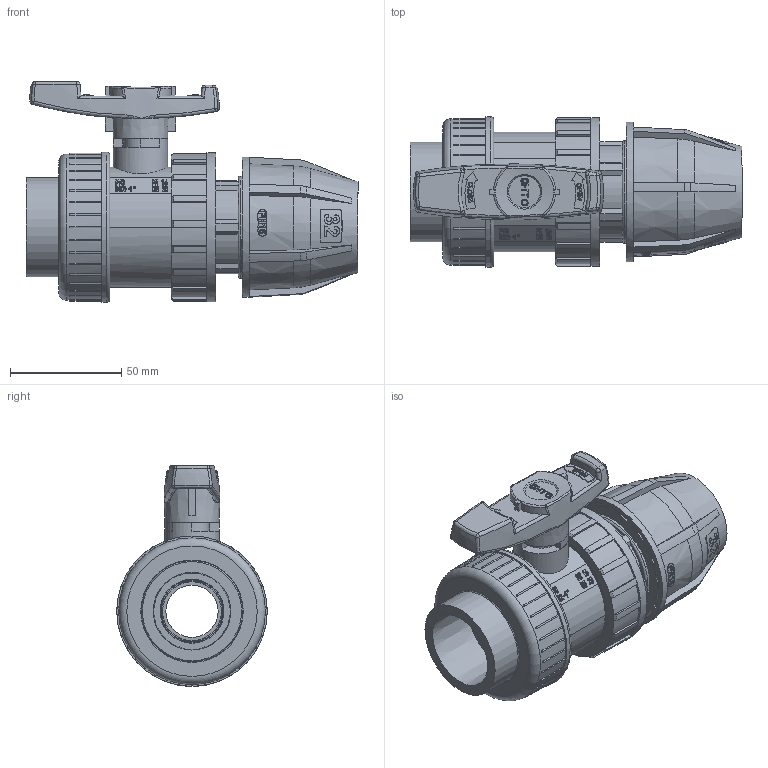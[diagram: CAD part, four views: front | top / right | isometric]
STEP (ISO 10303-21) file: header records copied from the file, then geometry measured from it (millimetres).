
FILE_DESCRIPTION(/* description */ (''),/* implementation_level */ '2;1');
FILE_NAME(/* name */ 'AK0916.032.032.step',/* time_stamp */ '2026-04-02T15:47:25+02:00',/* author */ (''),/* organization */ (''),/* preprocessor_version */ 'ST-DEVELOPER v20.1',/* originating_system */ 'Autodesk Translation Framework v14.24.0.0',/* authorisation */ '');
FILE_SCHEMA (('AUTOMOTIVE_DESIGN { 1 0 10303 214 3 1 1 }'));
Products named in the file (2): 2025-12-30-08-12-25-650; 2026-04-02-15-46-35-965
Assembly tree (1 placements, depth 2):
  2025-12-30-08-12-25-650
    2026-04-02-15-46-35-965
Bounding box: 149.41 x 67.68 x 99.36 mm (x, y, z)
Volume: 252110.4 mm3; surface area: 141559.3 mm2
Topology: 21 solids, 21 shells, 1618 faces, 4357 edges, 2859 vertices
Faces by surface type: plane 639, bspline 501, cylinder 294, cone 76, torus 59, sphere 49
Full cylindrical faces by diameter (mm): 1.721 x1, 2.295 x1, 12.24 x4, 15.12 x3, 15.84 x1, 16.56 x2, 18 x1, 23.5 x1, 24.578 x1, 26.5 x1, 27.36 x1, 28.08 x2, 28.8 x3, 31.513 x1, 32.544 x3, 33.12 x1, 33.5 x1, 33.84 x3, 36.432 x3, 36.72 x1, 39 x1, 39.016 x2, 39.96 x1, 40.421 x3, 42.519 x1, 42.768 x3, 44.28 x1, 44.64 x1, 44.882 x6, 45.648 x1
Entity records: 76904 total; most frequent: CARTESIAN_POINT 39219, ORIENTED_EDGE 8652, DIRECTION 6456, EDGE_CURVE 4326, VERTEX_POINT 2859, AXIS2_PLACEMENT_3D 2221, LINE 2014, VECTOR 2014
